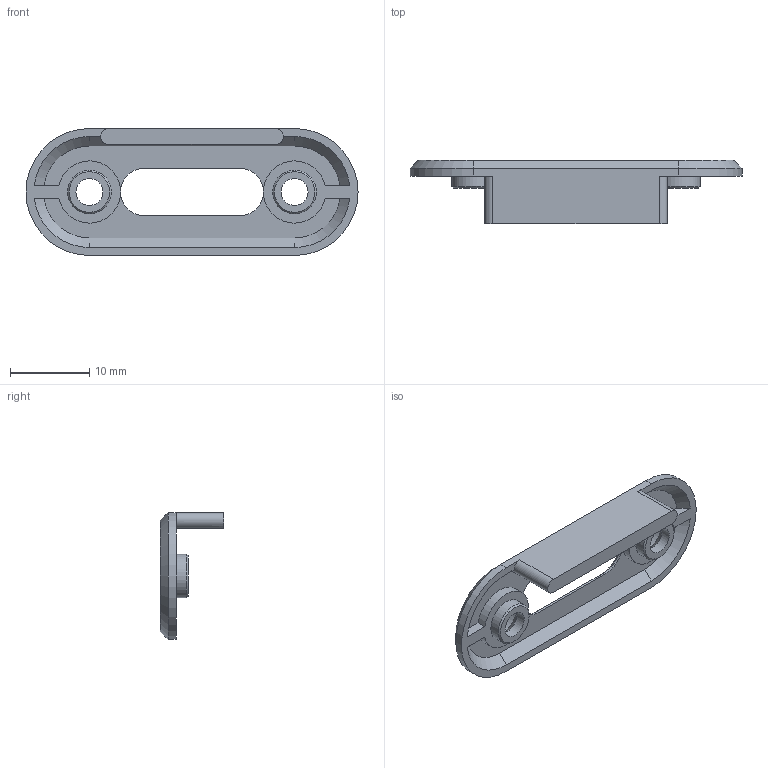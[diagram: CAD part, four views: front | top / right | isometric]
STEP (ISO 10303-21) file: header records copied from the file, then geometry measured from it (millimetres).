
FILE_DESCRIPTION(('STEP AP242'), '1');
FILE_NAME('Êðûøêà', '', ('UNSPECIFIED'), ('UNSPECIFIED'), 'C3D Converter', 'C3D Toolkit', '');
FILE_SCHEMA(('AP242_MANAGED_MODEL_BASED_3D_ENGINEERING_MIM_LF { 1 0 10303 442 1 1 4 }'));
Length unit declared in the file: millimetre
Products named in the file (3): -04
Assembly tree (2 placements, depth 3):
  (unnamed)
    -04
      (unnamed)
Bounding box: 41.85 x 8 x 16 mm (x, y, z)
Volume: 903.5 mm3; surface area: 1699.1 mm2
Topology: 1 solids, 1 shells, 48 faces, 121 edges, 77 vertices
Faces by surface type: plane 22, cylinder 14, cone 12
Full cylindrical faces by diameter (mm): 3.4 x2, 5.5 x2, 5.8 x2
Entity records: 1582 total; most frequent: CARTESIAN_POINT 279, DIRECTION 253, ORIENTED_EDGE 218, EDGE_CURVE 109, AXIS2_PLACEMENT_3D 98, VERTEX_POINT 74, EDGE_LOOP 65, LINE 57
